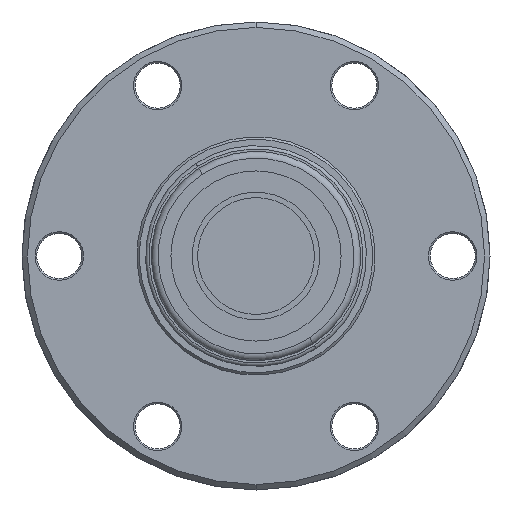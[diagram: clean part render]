
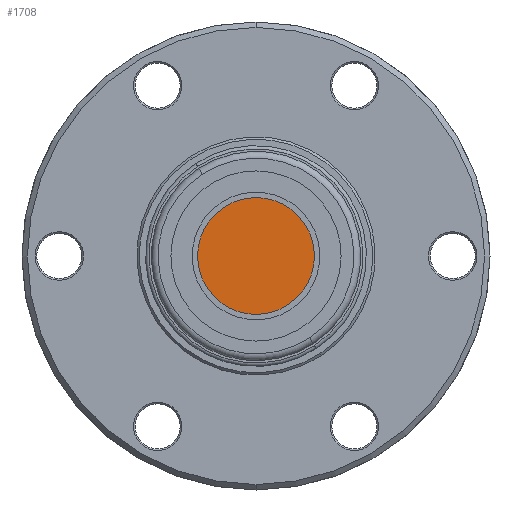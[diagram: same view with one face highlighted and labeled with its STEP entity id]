
A CAD part, front view. The second image highlights one B-rep face of the part: STEP entity #1708.
In plain terms, the highlighted planar face has unit normal (0, -1, 0).
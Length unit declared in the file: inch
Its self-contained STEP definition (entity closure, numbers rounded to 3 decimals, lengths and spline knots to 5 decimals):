
#100 = CARTESIAN_POINT ( 'NONE',  ( 0., -2.65375, 0. ) ) ;
#234 = AXIS2_PLACEMENT_3D ( 'NONE', #100, #1335, #862 ) ;
#393 = AXIS2_PLACEMENT_3D ( 'NONE', #1961, #990, #1770 ) ;
#490 = AXIS2_PLACEMENT_3D ( 'NONE', #2701, #2433, #1955 ) ;
#508 = ORIENTED_EDGE ( 'NONE', *, *, #930, .T. ) ;
#810 = ORIENTED_EDGE ( 'NONE', *, *, #3253, .T. ) ;
#862 = DIRECTION ( 'NONE',  ( -0.547, 0., 0.837 ) ) ;
#930 = EDGE_CURVE ( 'NONE', #2437, #1670, #3265, .T. ) ;
#990 = DIRECTION ( 'NONE',  ( 0., -1., 0. ) ) ;
#1255 = CARTESIAN_POINT ( 'NONE',  ( 0.1876, -2.65375, -0.28715 ) ) ;
#1335 = DIRECTION ( 'NONE',  ( 0., -1., 0. ) ) ;
#1456 = CIRCLE ( 'NONE', #393, 0.343 ) ;
#1670 = VERTEX_POINT ( 'NONE', #1255 ) ;
#1708 = ADVANCED_FACE ( 'NONE', ( #2762 ), #3026, .T. ) ;
#1770 = DIRECTION ( 'NONE',  ( -0.547, 0., 0.837 ) ) ;
#1955 = DIRECTION ( 'NONE',  ( -0.547, 0., 0.837 ) ) ;
#1961 = CARTESIAN_POINT ( 'NONE',  ( 0., -2.65375, 0. ) ) ;
#2429 = EDGE_LOOP ( 'NONE', ( #508, #810 ) ) ;
#2433 = DIRECTION ( 'NONE',  ( 0., -1., 0. ) ) ;
#2437 = VERTEX_POINT ( 'NONE', #2756 ) ;
#2701 = CARTESIAN_POINT ( 'NONE',  ( 0., -2.65375, 0. ) ) ;
#2756 = CARTESIAN_POINT ( 'NONE',  ( -0.1876, -2.65375, 0.28715 ) ) ;
#2762 = FACE_OUTER_BOUND ( 'NONE', #2429, .T. ) ;
#3026 = PLANE ( 'NONE',  #234 ) ;
#3253 = EDGE_CURVE ( 'NONE', #1670, #2437, #1456, .T. ) ;
#3265 = CIRCLE ( 'NONE', #490, 0.343 ) ;
